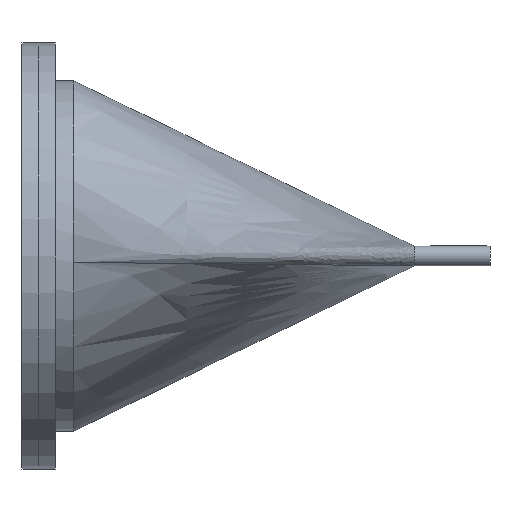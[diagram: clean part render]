
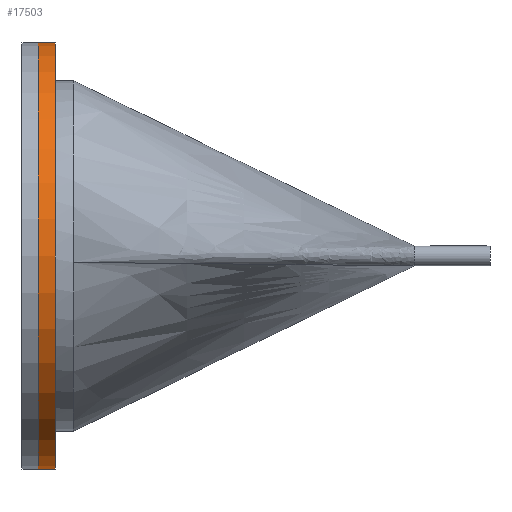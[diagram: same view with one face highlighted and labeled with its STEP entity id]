
A CAD part, front view. The second image highlights one B-rep face of the part: STEP entity #17503.
In plain terms, the highlighted cylindrical face has radius 650 mm (diameter 1300 mm), a partial arc.
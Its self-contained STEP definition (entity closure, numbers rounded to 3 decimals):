
#241 = CARTESIAN_POINT ( 'NONE',  ( 0., 0., 52. ) ) ;
#1742 = EDGE_CURVE ( 'NONE', #34862, #25958, #2896, .T. ) ;
#2289 = CARTESIAN_POINT ( 'NONE',  ( 650., 0., 52. ) ) ;
#2645 = DIRECTION ( 'NONE',  ( 0., 0., 1. ) ) ;
#2889 = DIRECTION ( 'NONE',  ( 0., 0., -1. ) ) ;
#2896 = LINE ( 'NONE', #15567, #21424 ) ;
#3110 = ORIENTED_EDGE ( 'NONE', *, *, #1742, .T. ) ;
#3823 = CIRCLE ( 'NONE', #7805, 650. ) ;
#3930 = ORIENTED_EDGE ( 'NONE', *, *, #35545, .F. ) ;
#7430 = ORIENTED_EDGE ( 'NONE', *, *, #20375, .T. ) ;
#7805 = AXIS2_PLACEMENT_3D ( 'NONE', #241, #35297, #40919 ) ;
#8530 = VECTOR ( 'NONE', #2889, 1000. ) ;
#9297 = CARTESIAN_POINT ( 'NONE',  ( 0., 0., 0. ) ) ;
#9498 = AXIS2_PLACEMENT_3D ( 'NONE', #25159, #31158, #15569 ) ;
#15168 = CYLINDRICAL_SURFACE ( 'NONE', #9498, 650. ) ;
#15567 = CARTESIAN_POINT ( 'NONE',  ( -650., 0., 52. ) ) ;
#15569 = DIRECTION ( 'NONE',  ( -1., 0., 0. ) ) ;
#16153 = CARTESIAN_POINT ( 'NONE',  ( 650., 0., 0. ) ) ;
#17503 = ADVANCED_FACE ( 'NONE', ( #18283 ), #15168, .T. ) ;
#18283 = FACE_OUTER_BOUND ( 'NONE', #40491, .T. ) ;
#20375 = EDGE_CURVE ( 'NONE', #25958, #26594, #31291, .T. ) ;
#21424 = VECTOR ( 'NONE', #22021, 1000. ) ;
#22021 = DIRECTION ( 'NONE',  ( 0., 0., -1. ) ) ;
#23630 = CARTESIAN_POINT ( 'NONE',  ( 650., 0., 52. ) ) ;
#25159 = CARTESIAN_POINT ( 'NONE',  ( 0., 0., 52. ) ) ;
#25307 = DIRECTION ( 'NONE',  ( 1., 0., 0. ) ) ;
#25958 = VERTEX_POINT ( 'NONE', #33958 ) ;
#26594 = VERTEX_POINT ( 'NONE', #16153 ) ;
#26654 = AXIS2_PLACEMENT_3D ( 'NONE', #9297, #2645, #25307 ) ;
#29952 = CARTESIAN_POINT ( 'NONE',  ( -650., 0., 52. ) ) ;
#30749 = LINE ( 'NONE', #2289, #8530 ) ;
#31158 = DIRECTION ( 'NONE',  ( 0., 0., -1. ) ) ;
#31291 = CIRCLE ( 'NONE', #26654, 650. ) ;
#33958 = CARTESIAN_POINT ( 'NONE',  ( -650., 0., 0. ) ) ;
#34862 = VERTEX_POINT ( 'NONE', #29952 ) ;
#35147 = EDGE_CURVE ( 'NONE', #34862, #37338, #3823, .T. ) ;
#35297 = DIRECTION ( 'NONE',  ( 0., 0., 1. ) ) ;
#35382 = ORIENTED_EDGE ( 'NONE', *, *, #35147, .F. ) ;
#35545 = EDGE_CURVE ( 'NONE', #37338, #26594, #30749, .T. ) ;
#37338 = VERTEX_POINT ( 'NONE', #23630 ) ;
#40491 = EDGE_LOOP ( 'NONE', ( #3930, #35382, #3110, #7430 ) ) ;
#40919 = DIRECTION ( 'NONE',  ( 1., 0., 0. ) ) ;
